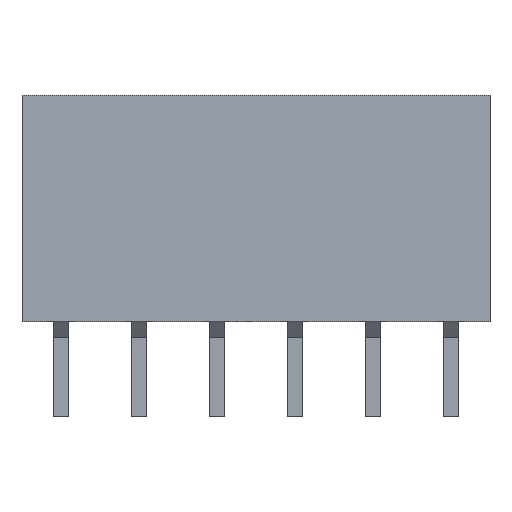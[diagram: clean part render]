
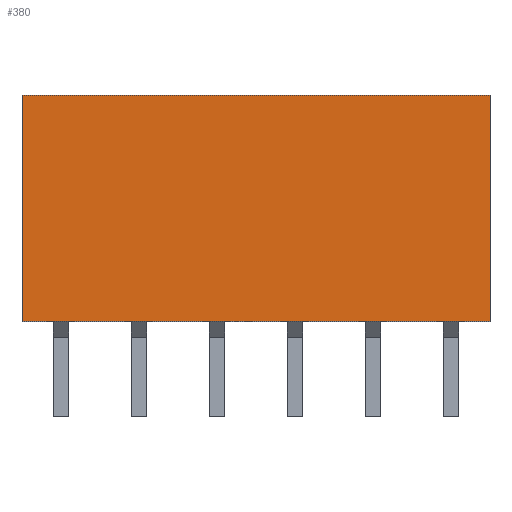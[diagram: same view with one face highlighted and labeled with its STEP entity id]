
A CAD part, top view. The second image highlights one B-rep face of the part: STEP entity #380.
In plain terms, the highlighted planar face has unit normal (0, 0, 1).
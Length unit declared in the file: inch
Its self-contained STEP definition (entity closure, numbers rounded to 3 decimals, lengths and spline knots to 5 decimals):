
#380 = ADVANCED_FACE( '', ( #1014 ), #1015, .F. );
#1014 = FACE_OUTER_BOUND( '', #1946, .T. );
#1015 = PLANE( '', #1947 );
#1946 = EDGE_LOOP( '', ( #2928, #2929, #2930, #2931 ) );
#1947 = AXIS2_PLACEMENT_3D( '', #2932, #2933, #2934 );
#2928 = ORIENTED_EDGE( '', *, *, #5779, .T. );
#2929 = ORIENTED_EDGE( '', *, *, #5780, .F. );
#2930 = ORIENTED_EDGE( '', *, *, #5781, .F. );
#2931 = ORIENTED_EDGE( '', *, *, #5751, .T. );
#2932 = CARTESIAN_POINT( '', ( -0.3, 0.29, 0.1 ) );
#2933 = DIRECTION( '', ( 0., 0., -1. ) );
#2934 = DIRECTION( '', ( -1., 0., 0. ) );
#5751 = EDGE_CURVE( '', #6927, #6925, #6928, .T. );
#5779 = EDGE_CURVE( '', #6925, #6977, #6978, .T. );
#5780 = EDGE_CURVE( '', #6979, #6977, #6980, .T. );
#5781 = EDGE_CURVE( '', #6927, #6979, #6981, .T. );
#6925 = VERTEX_POINT( '', #8651 );
#6927 = VERTEX_POINT( '', #8654 );
#6928 = LINE( '', #8655, #8656 );
#6977 = VERTEX_POINT( '', #8727 );
#6978 = LINE( '', #8728, #8729 );
#6979 = VERTEX_POINT( '', #8730 );
#6980 = LINE( '', #8731, #8732 );
#6981 = LINE( '', #8733, #8734 );
#8651 = CARTESIAN_POINT( '', ( -0.3, 0., 0.1 ) );
#8654 = CARTESIAN_POINT( '', ( -0.3, 0.29, 0.1 ) );
#8655 = CARTESIAN_POINT( '', ( -0.3, 0.29, 0.1 ) );
#8656 = VECTOR( '', #11139, 39.37008 );
#8727 = CARTESIAN_POINT( '', ( 0.3, 0., 0.1 ) );
#8728 = CARTESIAN_POINT( '', ( -0.3, 0., 0.1 ) );
#8729 = VECTOR( '', #11162, 39.37008 );
#8730 = CARTESIAN_POINT( '', ( 0.3, 0.29, 0.1 ) );
#8731 = CARTESIAN_POINT( '', ( 0.3, 0.29, 0.1 ) );
#8732 = VECTOR( '', #11163, 39.37008 );
#8733 = CARTESIAN_POINT( '', ( -0.3, 0.29, 0.1 ) );
#8734 = VECTOR( '', #11164, 39.37008 );
#11139 = DIRECTION( '', ( 0., -1., 0. ) );
#11162 = DIRECTION( '', ( 1., 0., 0. ) );
#11163 = DIRECTION( '', ( 0., -1., 0. ) );
#11164 = DIRECTION( '', ( 1., 0., 0. ) );
